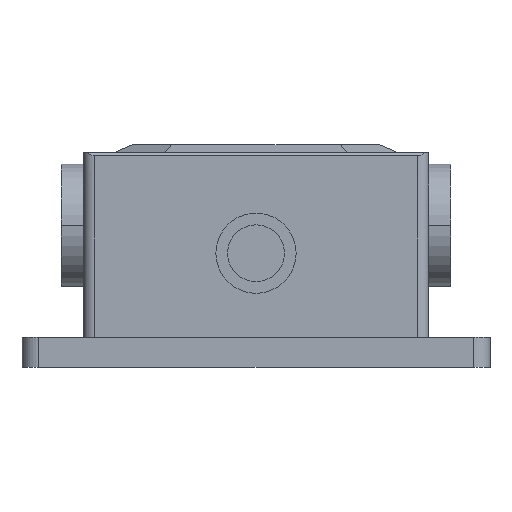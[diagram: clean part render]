
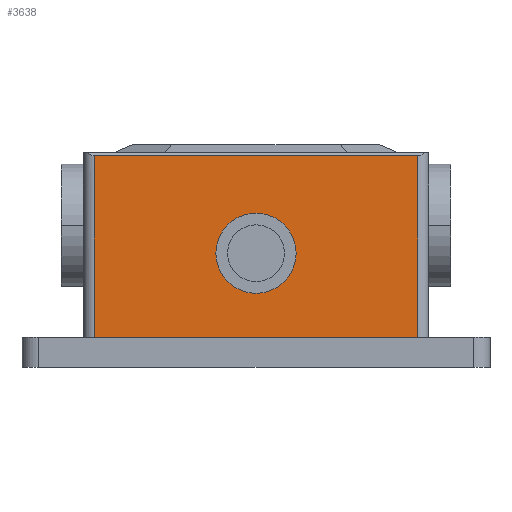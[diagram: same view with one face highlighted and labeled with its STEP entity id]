
A CAD part, front view. The second image highlights one B-rep face of the part: STEP entity #3638.
In plain terms, the highlighted planar face has unit normal (0, -1, 0).
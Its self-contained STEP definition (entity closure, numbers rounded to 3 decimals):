
#3564=CARTESIAN_POINT('',(71.,0.0,38.));
#3565=VERTEX_POINT('',#3564);
#3573=CARTESIAN_POINT('',(71.,0.,5.4));
#3574=VERTEX_POINT('',#3573);
#3575=CARTESIAN_POINT('',(71.,0.,38.));
#3576=DIRECTION('',(0.0,0.0,-1.0));
#3577=VECTOR('',#3576,32.6);
#3578=LINE('',#3575,#3577);
#3579=EDGE_CURVE('',#3565,#3574,#3578,.T.);
#3608=CARTESIAN_POINT('',(73.,0.0,38.));
#3609=DIRECTION('',(0.0,-1.0,0.0));
#3610=DIRECTION('',(1.0,0.0,0.0));
#3611=AXIS2_PLACEMENT_3D('',#3608,#3609,#3610);
#3612=PLANE('',#3611);
#3613=ORIENTED_EDGE('',*,*,#3579,.F.);
#3614=CARTESIAN_POINT('',(13.,0.,38.));
#3615=VERTEX_POINT('',#3614);
#3616=CARTESIAN_POINT('',(71.,0.,38.));
#3617=DIRECTION('',(-1.0,0.0,0.0));
#3618=VECTOR('',#3617,58.);
#3619=LINE('',#3616,#3618);
#3620=EDGE_CURVE('',#3565,#3615,#3619,.T.);
#3621=ORIENTED_EDGE('',*,*,#3620,.T.);
#3622=CARTESIAN_POINT('',(13.,0.0,5.4));
#3623=VERTEX_POINT('',#3622);
#3624=CARTESIAN_POINT('',(13.,0.,5.4));
#3625=DIRECTION('',(0.0,0.0,1.0));
#3626=VECTOR('',#3625,32.6);
#3627=LINE('',#3624,#3626);
#3628=EDGE_CURVE('',#3623,#3615,#3627,.T.);
#3629=ORIENTED_EDGE('',*,*,#3628,.F.);
#3630=CARTESIAN_POINT('',(71.,0.,5.4));
#3631=DIRECTION('',(-1.0,0.0,0.0));
#3632=VECTOR('',#3631,58.);
#3633=LINE('',#3630,#3632);
#3634=EDGE_CURVE('',#3574,#3623,#3633,.T.);
#3635=ORIENTED_EDGE('',*,*,#3634,.F.);
#3636=EDGE_LOOP('',(#3613,#3621,#3629,#3635));
#3637=FACE_OUTER_BOUND('',#3636,.T.);
#3638=ADVANCED_FACE('',(#3637),#3612,.T.);
